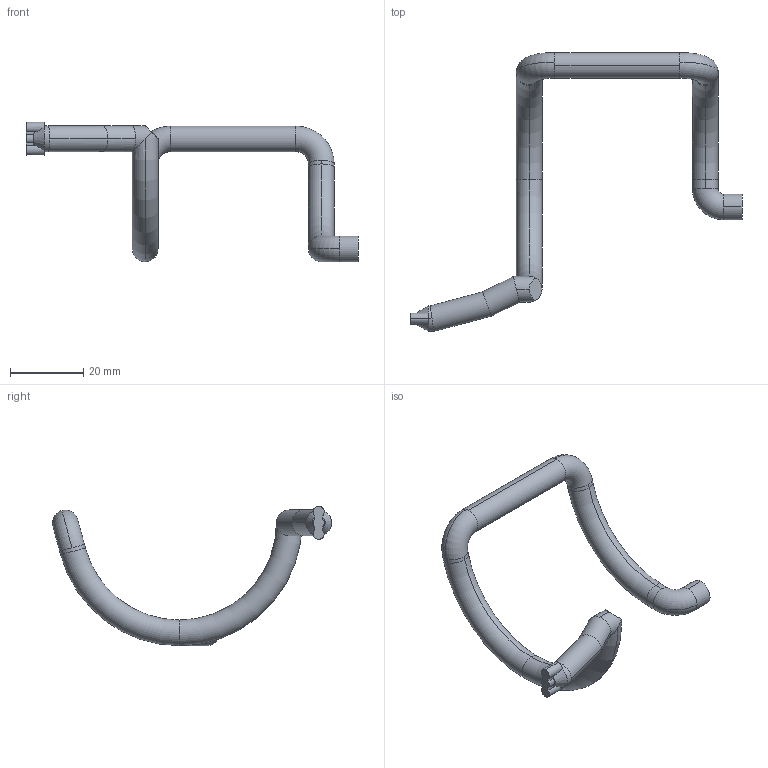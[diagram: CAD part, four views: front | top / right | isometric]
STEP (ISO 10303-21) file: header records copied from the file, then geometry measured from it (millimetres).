
FILE_DESCRIPTION (( 'STEP AP214' ), '1' );
FILE_NAME ('cable_pulley.STEP', '2025-03-31T14:03:43', ( '' ), ( '' ), 'SwSTEP 2.0', 'SolidWorks 2025', '' );
FILE_SCHEMA (( 'AUTOMOTIVE_DESIGN' ));
Length unit declared in the file: millimetre
Products named in the file (1): cable_pulley_middle_arm
Bounding box: 90.5 x 76.04 x 38 mm (x, y, z)
Volume: 8893.2 mm3; surface area: 5189.5 mm2
Topology: 1 solids, 1 shells, 49 faces, 127 edges, 80 vertices
Faces by surface type: cylinder 24, torus 12, plane 11, cone 2
Entity records: 1621 total; most frequent: CARTESIAN_POINT 411, DIRECTION 263, ORIENTED_EDGE 254, EDGE_CURVE 127, AXIS2_PLACEMENT_3D 114, VERTEX_POINT 80, CIRCLE 64, FACE_OUTER_BOUND 49
